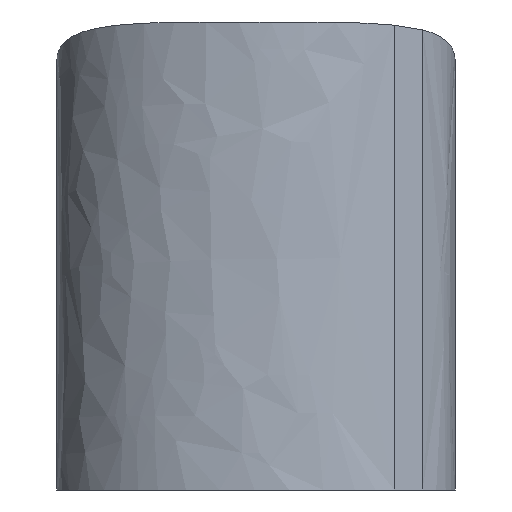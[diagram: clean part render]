
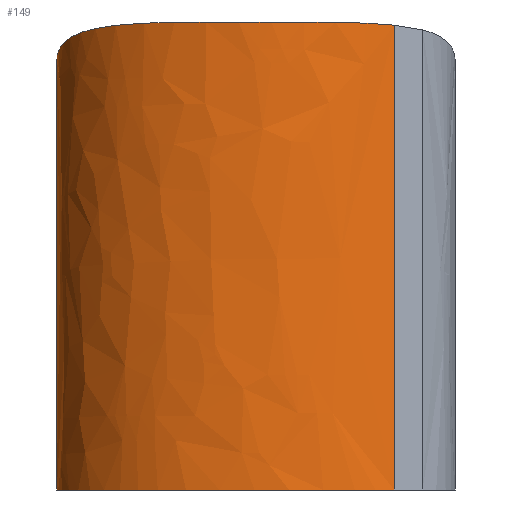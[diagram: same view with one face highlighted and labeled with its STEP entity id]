
A CAD part, front view. The second image highlights one B-rep face of the part: STEP entity #149.
In plain terms, the highlighted free-form (B-spline) face has degree [3, 1] with [7, 2] control points.
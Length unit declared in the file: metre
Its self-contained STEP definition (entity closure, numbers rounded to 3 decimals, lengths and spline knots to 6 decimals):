
#29=ELLIPSE('',#202,0.003447,0.002442);
#38=B_SPLINE_CURVE_WITH_KNOTS('',3,(#306,#307,#308,#309,#310,#311,#312,
#313),.UNSPECIFIED.,.F.,.F.,(4,1,1,1,1,4),(0.,0.001816,0.003631,
0.005447,0.006355,0.007263),
 .UNSPECIFIED.);
#59=ORIENTED_EDGE('',*,*,#77,.F.);
#60=ORIENTED_EDGE('',*,*,#91,.T.);
#61=ORIENTED_EDGE('',*,*,#88,.T.);
#62=ORIENTED_EDGE('',*,*,#92,.T.);
#77=EDGE_CURVE('',#95,#96,#106,.T.);
#88=EDGE_CURVE('',#103,#104,#113,.T.);
#91=EDGE_CURVE('',#95,#103,#38,.T.);
#92=EDGE_CURVE('',#104,#96,#29,.T.);
#95=VERTEX_POINT('',#251);
#96=VERTEX_POINT('',#253);
#103=VERTEX_POINT('',#288);
#104=VERTEX_POINT('',#289);
#106=LINE('',#252,#116);
#113=LINE('',#287,#123);
#116=VECTOR('',#208,1.);
#123=VECTOR('',#225,1.);
#130=EDGE_LOOP('',(#59,#60,#61,#62));
#138=FACE_BOUND('',#130,.T.);
#143=B_SPLINE_SURFACE_WITH_KNOTS('',3,1,((#292,#293),(#294,#295),(#296,
#297),(#298,#299),(#300,#301),(#302,#303),(#304,#305)),
 .SURF_OF_LINEAR_EXTRUSION.,.F.,.F.,.F.,(4,1,1,1,4),(2,2),(3.141593,
3.726463,4.311333,4.896203,5.481073),(0.,
1.),.UNSPECIFIED.);
#149=ADVANCED_FACE('',(#138),#143,.F.);
#202=AXIS2_PLACEMENT_3D('',#314,#229,#230);
#208=DIRECTION('',(0.,0.,-1.));
#225=DIRECTION('',(0.,0.,-1.));
#229=DIRECTION('',(0.,0.,1.));
#230=DIRECTION('',(1.,0.,0.));
#251=CARTESIAN_POINT('',(0.006791,0.04077,0.008044));
#252=CARTESIAN_POINT('',(0.006791,0.04077,0.023));
#253=CARTESIAN_POINT('',(0.006791,0.04077,0.));
#287=CARTESIAN_POINT('',(0.000947,0.042526,0.023));
#288=CARTESIAN_POINT('',(0.000947,0.042526,0.007436));
#289=CARTESIAN_POINT('',(0.000947,0.042526,0.));
#292=CARTESIAN_POINT('',(0.000947,0.042526,0.00815));
#293=CARTESIAN_POINT('',(0.000947,0.042526,0.));
#294=CARTESIAN_POINT('',(0.000947,0.04205,0.00815));
#295=CARTESIAN_POINT('',(0.000947,0.04205,0.));
#296=CARTESIAN_POINT('',(0.001352,0.041098,0.00815));
#297=CARTESIAN_POINT('',(0.001352,0.041098,0.));
#298=CARTESIAN_POINT('',(0.00297,0.040145,0.00815));
#299=CARTESIAN_POINT('',(0.00297,0.040145,0.));
#300=CARTESIAN_POINT('',(0.005062,0.039984,0.00815));
#301=CARTESIAN_POINT('',(0.005062,0.039984,0.));
#302=CARTESIAN_POINT('',(0.006308,0.040439,0.00815));
#303=CARTESIAN_POINT('',(0.006308,0.040439,0.));
#304=CARTESIAN_POINT('',(0.006791,0.04077,0.00815));
#305=CARTESIAN_POINT('',(0.006791,0.04077,0.));
#306=CARTESIAN_POINT('',(0.006791,0.04077,0.008044));
#307=CARTESIAN_POINT('',(0.006286,0.040424,0.008096));
#308=CARTESIAN_POINT('',(0.005113,0.040023,0.008099));
#309=CARTESIAN_POINT('',(0.003276,0.040093,0.008101));
#310=CARTESIAN_POINT('',(0.001843,0.040741,0.00808));
#311=CARTESIAN_POINT('',(0.001077,0.0417,0.007838));
#312=CARTESIAN_POINT('',(0.000947,0.042258,0.007589));
#313=CARTESIAN_POINT('',(0.000947,0.042526,0.007436));
#314=CARTESIAN_POINT('',(0.004394,0.042526,0.));
